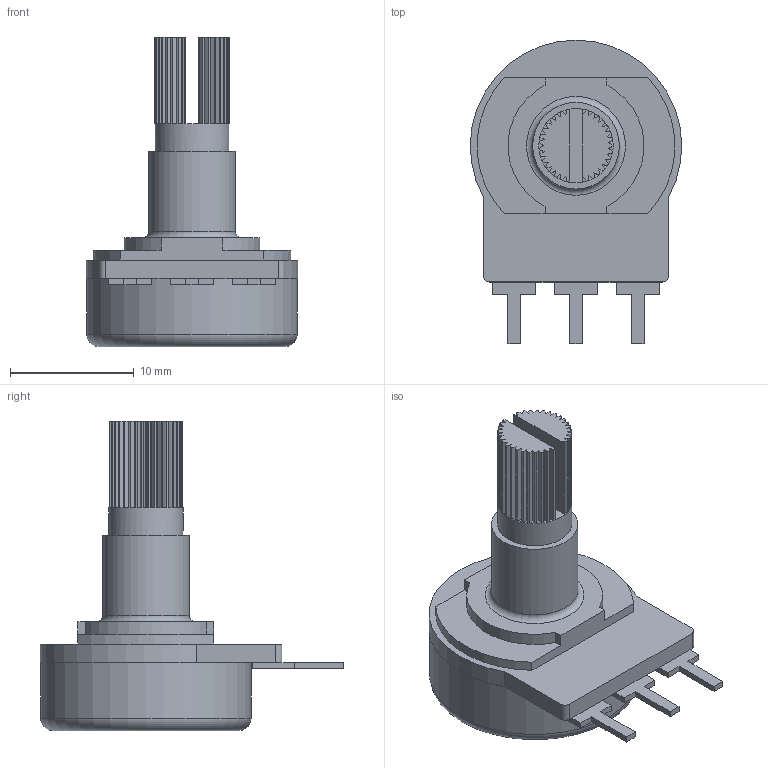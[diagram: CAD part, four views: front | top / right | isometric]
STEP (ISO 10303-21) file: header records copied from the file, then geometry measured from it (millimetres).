
FILE_DESCRIPTION( ( 'Unknown' ), '1' );
FILE_NAME( 'B10K potentiometer 10K.stp', 'Unknown', ( 'Unknown' ), ( 'Unknown' ), 'PSStep 15.0.49', 'Unknown', ' ' );
FILE_SCHEMA( ( 'AUTOMOTIVE_DESIGN { 1 0 10303 214 1 1 1 1 }' ) );
Length unit declared in the file: millimetre
Products named in the file (1): 1
Bounding box: 17.1 x 24.55 x 25 mm (x, y, z)
Volume: 2388.6 mm3; surface area: 1575.2 mm2
Topology: 1 solids, 1 shells, 156 faces, 443 edges, 293 vertices
Faces by surface type: plane 144, cylinder 10, torus 2
Full cylindrical faces by diameter (mm): 6 x1, 7 x1, 17 x1
Entity records: 6255 total; most frequent: CARTESIAN_POINT 884, ORIENTED_EDGE 872, DIRECTION 833, EDGE_CURVE 436, LINE 353, VECTOR 353, VERTEX_POINT 291, AXIS2_PLACEMENT_3D 240
